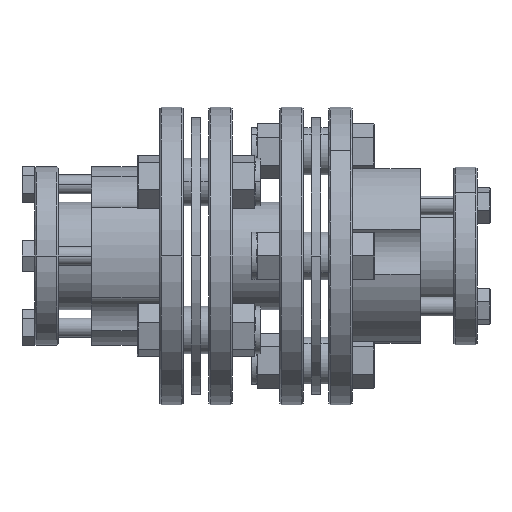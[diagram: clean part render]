
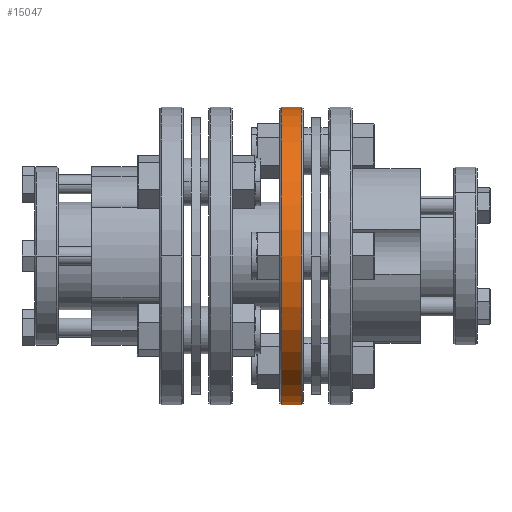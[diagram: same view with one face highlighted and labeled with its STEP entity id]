
A CAD part, front view. The second image highlights one B-rep face of the part: STEP entity #15047.
In plain terms, the highlighted cylindrical face has radius 47 mm (diameter 94 mm), a partial arc.
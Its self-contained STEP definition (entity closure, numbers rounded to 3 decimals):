
#2026 = AXIS2_PLACEMENT_3D ( 'NONE', #3000, #3001, #3002 ) ;
#2027 = AXIS2_PLACEMENT_3D ( 'NONE', #3006, #3008, #3009 ) ;
#2818 = CARTESIAN_POINT ( 'NONE',  ( -15., 0., -47. ) ) ;
#2821 = DIRECTION ( 'NONE',  ( -1., 0., 0. ) ) ;
#2846 = CARTESIAN_POINT ( 'NONE',  ( -15., 0., 47. ) ) ;
#2847 = DIRECTION ( 'NONE',  ( -1., 0., 0. ) ) ;
#3000 = CARTESIAN_POINT ( 'NONE',  ( 14.5, 0., 0. ) ) ;
#3001 = DIRECTION ( 'NONE',  ( -1., 0., 0. ) ) ;
#3002 = DIRECTION ( 'NONE',  ( 0., 0., 1. ) ) ;
#3006 = CARTESIAN_POINT ( 'NONE',  ( 8., 0., 0. ) ) ;
#3008 = DIRECTION ( 'NONE',  ( 1., 0., 0. ) ) ;
#3009 = DIRECTION ( 'NONE',  ( 0., 0., -1. ) ) ;
#3059 = LINE ( 'NONE', #2818, #3064 ) ;
#3064 = VECTOR ( 'NONE', #2821, 1000. ) ;
#3079 = LINE ( 'NONE', #2846, #3080 ) ;
#3080 = VECTOR ( 'NONE', #2847, 1000. ) ;
#3194 = CIRCLE ( 'NONE', #2026, 47. ) ;
#3196 = CIRCLE ( 'NONE', #2027, 47. ) ;
#14710 = CARTESIAN_POINT ( 'NONE',  ( 14.5, 0., 47. ) ) ;
#14711 = CARTESIAN_POINT ( 'NONE',  ( 14.5, 0., -47. ) ) ;
#14714 = CARTESIAN_POINT ( 'NONE',  ( 8., 0., -47. ) ) ;
#14715 = CARTESIAN_POINT ( 'NONE',  ( 8., 0., 47. ) ) ;
#15047 = ADVANCED_FACE ( 'NONE', ( #22449 ), #22459, .T. ) ;
#15474 = EDGE_LOOP ( 'NONE', ( #16026, #16027, #16028, #16029 ) ) ;
#15751 = EDGE_CURVE ( 'NONE', #21993, #21996, #3059, .T. ) ;
#15761 = EDGE_CURVE ( 'NONE', #21992, #21997, #3079, .T. ) ;
#15829 = EDGE_CURVE ( 'NONE', #21993, #21992, #3194, .T. ) ;
#15831 = EDGE_CURVE ( 'NONE', #21997, #21996, #3196, .T. ) ;
#16026 = ORIENTED_EDGE ( 'NONE', *, *, #15751, .F. ) ;
#16027 = ORIENTED_EDGE ( 'NONE', *, *, #15829, .T. ) ;
#16028 = ORIENTED_EDGE ( 'NONE', *, *, #15761, .T. ) ;
#16029 = ORIENTED_EDGE ( 'NONE', *, *, #15831, .T. ) ;
#21567 = AXIS2_PLACEMENT_3D ( 'NONE', #23105, #23108, #23107 ) ;
#21992 = VERTEX_POINT ( 'NONE', #14710 ) ;
#21993 = VERTEX_POINT ( 'NONE', #14711 ) ;
#21996 = VERTEX_POINT ( 'NONE', #14714 ) ;
#21997 = VERTEX_POINT ( 'NONE', #14715 ) ;
#22449 = FACE_OUTER_BOUND ( 'NONE', #15474, .T. ) ;
#22459 = CYLINDRICAL_SURFACE ( 'NONE', #21567, 47. ) ;
#23105 = CARTESIAN_POINT ( 'NONE',  ( -15., 0., 0. ) ) ;
#23107 = DIRECTION ( 'NONE',  ( 0., 0., 1. ) ) ;
#23108 = DIRECTION ( 'NONE',  ( -1., 0., 0. ) ) ;
